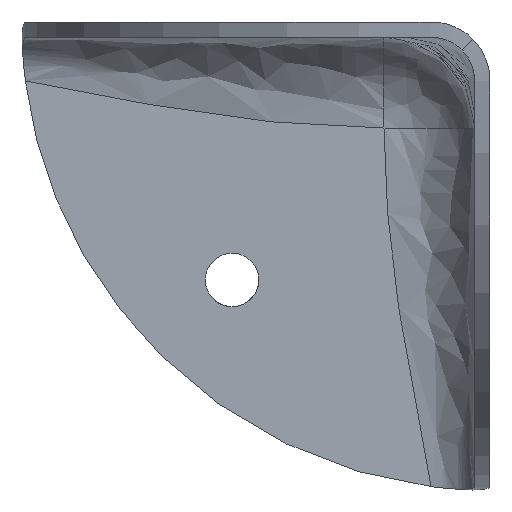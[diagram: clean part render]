
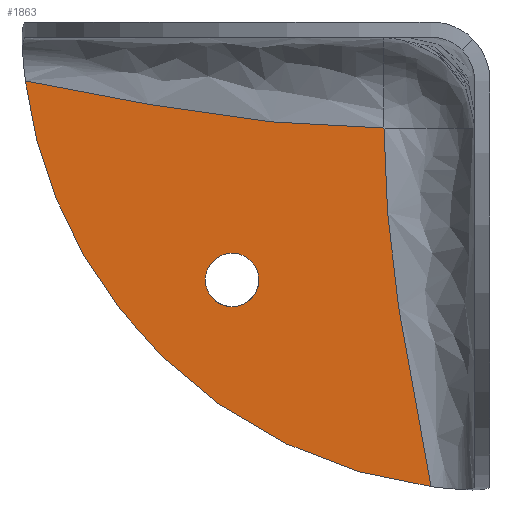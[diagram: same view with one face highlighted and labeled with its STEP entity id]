
A CAD part, left-side view. The second image highlights one B-rep face of the part: STEP entity #1863.
In plain terms, the highlighted free-form (B-spline) face has degree [1, 1] with [2, 2] control points.
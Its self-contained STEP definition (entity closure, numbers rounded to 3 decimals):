
#283=CARTESIAN_POINT('',(-1.6,29.78,22.33));
#284=VERTEX_POINT('',#283);
#290=CARTESIAN_POINT('',(-1.6,27.0,19.2));
#291=VERTEX_POINT('',#290);
#292=CARTESIAN_POINT('',(-1.6,29.78,22.33));
#293=CARTESIAN_POINT('',(-1.6,29.8,22.166));
#294=CARTESIAN_POINT('',(-1.6,29.8,22.0));
#295=CARTESIAN_POINT('',(-1.6,29.8,19.2));
#296=CARTESIAN_POINT('',(-1.6,27.0,19.2));
#304=(BOUNDED_CURVE()B_SPLINE_CURVE(2,(#292,#293,#294,#295,#296),.UNSPECIFIED.,.F.,.U.)B_SPLINE_CURVE_WITH_KNOTS((3,2,3),(0.23,0.25,0.5),.UNSPECIFIED.)CURVE()GEOMETRIC_REPRESENTATION_ITEM()RATIONAL_B_SPLINE_CURVE((0.956,0.976,1.0,0.707,1.0))REPRESENTATION_ITEM(''));
#305=EDGE_CURVE('',#284,#291,#304,.T.);
#307=CARTESIAN_POINT('',(-1.6,24.205,21.829));
#308=VERTEX_POINT('',#307);
#309=CARTESIAN_POINT('',(-1.6,27.0,19.2));
#310=CARTESIAN_POINT('',(-1.6,24.366,19.2));
#311=CARTESIAN_POINT('',(-1.6,24.205,21.829));
#319=(BOUNDED_CURVE()B_SPLINE_CURVE(2,(#309,#310,#311),.UNSPECIFIED.,.F.,.U.)B_SPLINE_CURVE_WITH_KNOTS((3,3),(0.5,0.739),.UNSPECIFIED.)CURVE()GEOMETRIC_REPRESENTATION_ITEM()RATIONAL_B_SPLINE_CURVE((1.0,0.72,0.976))REPRESENTATION_ITEM(''));
#320=EDGE_CURVE('',#291,#308,#319,.T.);
#354=CARTESIAN_POINT('',(-1.6,27.0,24.8));
#355=VERTEX_POINT('',#354);
#356=CARTESIAN_POINT('',(-1.6,24.205,21.829));
#357=CARTESIAN_POINT('',(-1.6,24.2,21.914));
#358=CARTESIAN_POINT('',(-1.6,24.2,22.0));
#359=CARTESIAN_POINT('',(-1.6,24.2,24.8));
#360=CARTESIAN_POINT('',(-1.6,27.0,24.8));
#368=(BOUNDED_CURVE()B_SPLINE_CURVE(2,(#356,#357,#358,#359,#360),.UNSPECIFIED.,.F.,.U.)B_SPLINE_CURVE_WITH_KNOTS((3,2,3),(0.739,0.75,1.0),.UNSPECIFIED.)CURVE()GEOMETRIC_REPRESENTATION_ITEM()RATIONAL_B_SPLINE_CURVE((0.976,0.988,1.0,0.707,1.0))REPRESENTATION_ITEM(''));
#369=EDGE_CURVE('',#308,#355,#368,.T.);
#371=CARTESIAN_POINT('',(-1.6,27.0,24.8));
#372=CARTESIAN_POINT('',(-1.6,29.487,24.8));
#373=CARTESIAN_POINT('',(-1.6,29.78,22.33));
#381=(BOUNDED_CURVE()B_SPLINE_CURVE(2,(#371,#372,#373),.UNSPECIFIED.,.F.,.U.)B_SPLINE_CURVE_WITH_KNOTS((3,3),(0.0,0.23),.UNSPECIFIED.)CURVE()GEOMETRIC_REPRESENTATION_ITEM()RATIONAL_B_SPLINE_CURVE((1.0,0.731,0.956))REPRESENTATION_ITEM(''));
#382=EDGE_CURVE('',#355,#284,#381,.T.);
#1552=CARTESIAN_POINT('',(-1.6,11.1,37.9));
#1553=VERTEX_POINT('',#1552);
#1613=CARTESIAN_POINT('',(-1.6,48.638,42.828));
#1614=VERTEX_POINT('',#1613);
#1638=CARTESIAN_POINT('',(-1.6,11.1,37.9));
#1639=CARTESIAN_POINT('',(-1.6,23.613,37.9));
#1640=CARTESIAN_POINT('',(-1.6,36.126,40.353));
#1641=CARTESIAN_POINT('',(-1.6,48.638,42.828));
#1642=B_SPLINE_CURVE_WITH_KNOTS('',3,(#1638,#1639,#1640,#1641),.UNSPECIFIED.,.F.,.U.,(4,4),(0.381,1.0),.UNSPECIFIED.);
#1643=EDGE_CURVE('',#1553,#1614,#1642,.T.);
#1741=CARTESIAN_POINT('',(-1.6,6.172,0.362));
#1742=VERTEX_POINT('',#1741);
#1743=CARTESIAN_POINT('',(-1.6,6.172,0.362));
#1744=CARTESIAN_POINT('',(-1.6,8.647,12.874));
#1745=CARTESIAN_POINT('',(-1.6,11.1,25.387));
#1746=CARTESIAN_POINT('',(-1.6,11.1,37.9));
#1747=B_SPLINE_CURVE_WITH_KNOTS('',3,(#1743,#1744,#1745,#1746),.UNSPECIFIED.,.F.,.U.,(4,4),(0.0,0.619),.UNSPECIFIED.);
#1748=EDGE_CURVE('',#1742,#1553,#1747,.T.);
#1816=CARTESIAN_POINT('',(-1.6,6.172,0.362));
#1817=CARTESIAN_POINT('',(-1.6,43.872,5.128));
#1818=CARTESIAN_POINT('',(-1.6,48.638,42.828));
#1826=(BOUNDED_CURVE()B_SPLINE_CURVE(2,(#1816,#1817,#1818),.UNSPECIFIED.,.F.,.U.)CURVE()GEOMETRIC_REPRESENTATION_ITEM()QUASI_UNIFORM_CURVE()RATIONAL_B_SPLINE_CURVE((1.0,0.79,1.0))REPRESENTATION_ITEM(''));
#1827=EDGE_CURVE('',#1742,#1614,#1826,.T.);
#1847=CARTESIAN_POINT('',(-1.6,4.05,-1.76));
#1848=CARTESIAN_POINT('',(-1.6,50.76,-1.76));
#1849=CARTESIAN_POINT('',(-1.6,4.05,44.95));
#1850=CARTESIAN_POINT('',(-1.6,50.76,44.95));
#1851=B_SPLINE_SURFACE_WITH_KNOTS('',1,1,((#1847,#1849),(#1848,#1850)),.UNSPECIFIED.,.F.,.F.,.U.,(2,2),(2,2),(0.0,46.709),(0.0,46.709),.UNSPECIFIED.);
#1852=ORIENTED_EDGE('',*,*,#1827,.F.);
#1853=ORIENTED_EDGE('',*,*,#1748,.T.);
#1854=ORIENTED_EDGE('',*,*,#1643,.T.);
#1855=EDGE_LOOP('',(#1852,#1853,#1854));
#1856=FACE_OUTER_BOUND('',#1855,.T.);
#1857=ORIENTED_EDGE('',*,*,#320,.F.);
#1858=ORIENTED_EDGE('',*,*,#305,.F.);
#1859=ORIENTED_EDGE('',*,*,#382,.F.);
#1860=ORIENTED_EDGE('',*,*,#369,.F.);
#1861=EDGE_LOOP('',(#1857,#1858,#1859,#1860));
#1862=FACE_BOUND('',#1861,.T.);
#1863=ADVANCED_FACE('',(#1856,#1862),#1851,.F.);
